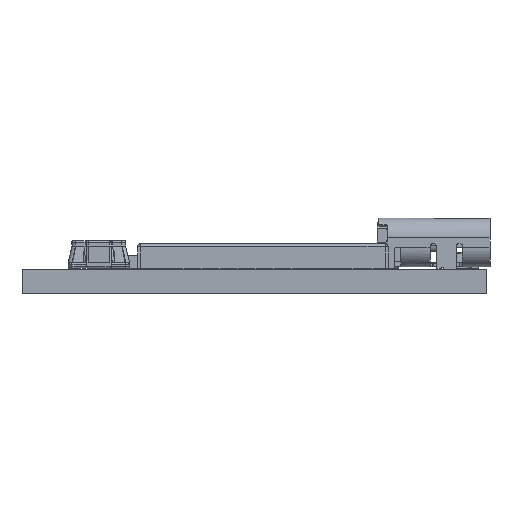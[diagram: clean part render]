
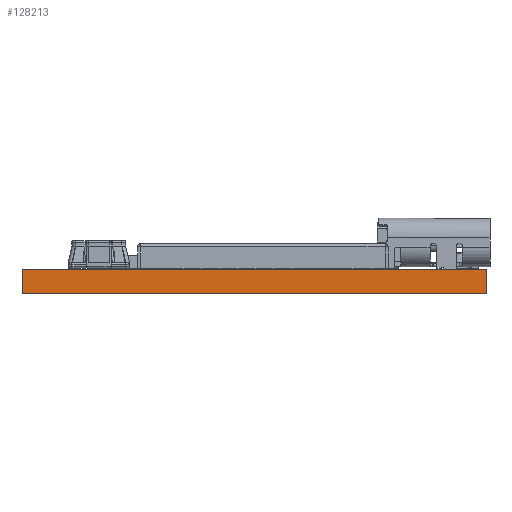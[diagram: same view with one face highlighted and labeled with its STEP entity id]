
A CAD part, left-side view. The second image highlights one B-rep face of the part: STEP entity #128213.
In plain terms, the highlighted planar face has unit normal (-1, 0, 0).
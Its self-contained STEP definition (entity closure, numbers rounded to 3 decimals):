
#128157 = VERTEX_POINT('',#128158);
#128158 = CARTESIAN_POINT('',(-44.86,-2.2,1.6));
#128164 = EDGE_CURVE('',#128165,#128157,#128167,.T.);
#128165 = VERTEX_POINT('',#128166);
#128166 = CARTESIAN_POINT('',(-44.86,-2.2,0.));
#128167 = LINE('',#128168,#128169);
#128168 = CARTESIAN_POINT('',(-44.86,-2.2,0.));
#128169 = VECTOR('',#128170,1.);
#128170 = DIRECTION('',(0.,0.,1.));
#128213 = ADVANCED_FACE('',(#128214),#128239,.T.);
#128214 = FACE_BOUND('',#128215,.T.);
#128215 = EDGE_LOOP('',(#128216,#128217,#128225,#128233));
#128216 = ORIENTED_EDGE('',*,*,#128164,.T.);
#128217 = ORIENTED_EDGE('',*,*,#128218,.T.);
#128218 = EDGE_CURVE('',#128157,#128219,#128221,.T.);
#128219 = VERTEX_POINT('',#128220);
#128220 = CARTESIAN_POINT('',(-44.86,28.,1.6));
#128221 = LINE('',#128222,#128223);
#128222 = CARTESIAN_POINT('',(-44.86,-2.2,1.6));
#128223 = VECTOR('',#128224,1.);
#128224 = DIRECTION('',(0.,1.,0.));
#128225 = ORIENTED_EDGE('',*,*,#128226,.F.);
#128226 = EDGE_CURVE('',#128227,#128219,#128229,.T.);
#128227 = VERTEX_POINT('',#128228);
#128228 = CARTESIAN_POINT('',(-44.86,28.,0.));
#128229 = LINE('',#128230,#128231);
#128230 = CARTESIAN_POINT('',(-44.86,28.,0.));
#128231 = VECTOR('',#128232,1.);
#128232 = DIRECTION('',(0.,0.,1.));
#128233 = ORIENTED_EDGE('',*,*,#128234,.F.);
#128234 = EDGE_CURVE('',#128165,#128227,#128235,.T.);
#128235 = LINE('',#128236,#128237);
#128236 = CARTESIAN_POINT('',(-44.86,-2.2,0.));
#128237 = VECTOR('',#128238,1.);
#128238 = DIRECTION('',(0.,1.,0.));
#128239 = PLANE('',#128240);
#128240 = AXIS2_PLACEMENT_3D('',#128241,#128242,#128243);
#128241 = CARTESIAN_POINT('',(-44.86,-2.2,0.));
#128242 = DIRECTION('',(-1.,0.,0.));
#128243 = DIRECTION('',(0.,1.,0.));
